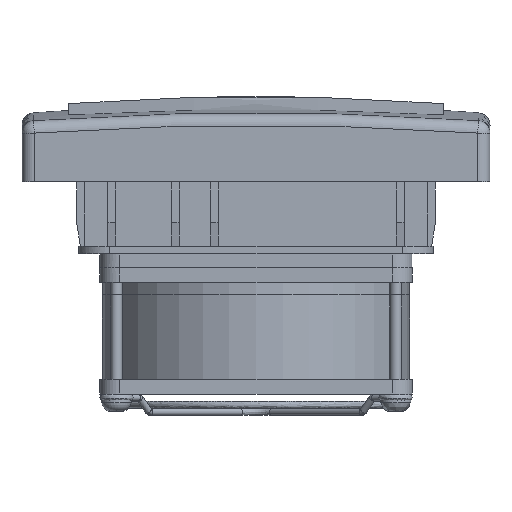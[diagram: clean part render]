
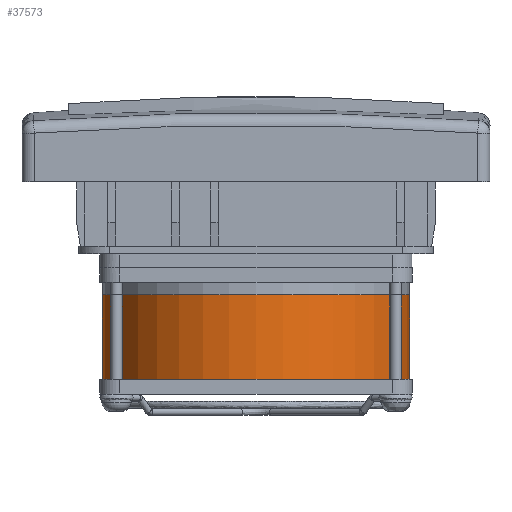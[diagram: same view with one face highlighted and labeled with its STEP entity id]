
A CAD part, front view. The second image highlights one B-rep face of the part: STEP entity #37573.
In plain terms, the highlighted cylindrical face has radius 39.37 mm (diameter 78.74 mm), a full revolution.
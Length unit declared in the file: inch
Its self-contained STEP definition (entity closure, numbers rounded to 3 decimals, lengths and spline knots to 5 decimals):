
#650 = CARTESIAN_POINT ( 'NONE',  ( 3.4514, 3.36048, 0.42146 ) ) ;
#2796 = CYLINDRICAL_SURFACE ( 'NONE', #11593, 1.55 ) ;
#6912 = AXIS2_PLACEMENT_3D ( 'NONE', #44953, #44499, #22785 ) ;
#9217 = EDGE_LOOP ( 'NONE', ( #30044 ) ) ;
#10927 = CARTESIAN_POINT ( 'NONE',  ( 5.0014, 3.36048, 0.42146 ) ) ;
#11558 = CIRCLE ( 'NONE', #6912, 1.55 ) ;
#11593 = AXIS2_PLACEMENT_3D ( 'NONE', #17765, #21709, #14636 ) ;
#11678 = CIRCLE ( 'NONE', #15061, 1.55 ) ;
#14636 = DIRECTION ( 'NONE',  ( 0., -1., 0. ) ) ;
#14681 = DIRECTION ( 'NONE',  ( 1., 0., 0. ) ) ;
#15061 = AXIS2_PLACEMENT_3D ( 'NONE', #650, #36340, #14681 ) ;
#17765 = CARTESIAN_POINT ( 'NONE',  ( 3.4514, 3.36048, -0.429 ) ) ;
#18893 = EDGE_CURVE ( 'NONE', #31010, #31010, #11558, .T. ) ;
#21709 = DIRECTION ( 'NONE',  ( 0., 0., 1. ) ) ;
#21961 = CARTESIAN_POINT ( 'NONE',  ( 3.4514, 1.81048, -0.429 ) ) ;
#22785 = DIRECTION ( 'NONE',  ( 0., -1., 0. ) ) ;
#23289 = ORIENTED_EDGE ( 'NONE', *, *, #18893, .F. ) ;
#24565 = EDGE_CURVE ( 'NONE', #43527, #43527, #11678, .T. ) ;
#27138 = FACE_OUTER_BOUND ( 'NONE', #43268, .T. ) ;
#30044 = ORIENTED_EDGE ( 'NONE', *, *, #24565, .T. ) ;
#31010 = VERTEX_POINT ( 'NONE', #21961 ) ;
#36340 = DIRECTION ( 'NONE',  ( 0., 0., -1. ) ) ;
#37573 = ADVANCED_FACE ( 'NONE', ( #27138, #45319 ), #2796, .T. ) ;
#43268 = EDGE_LOOP ( 'NONE', ( #23289 ) ) ;
#43527 = VERTEX_POINT ( 'NONE', #10927 ) ;
#44499 = DIRECTION ( 'NONE',  ( 0., 0., -1. ) ) ;
#44953 = CARTESIAN_POINT ( 'NONE',  ( 3.4514, 3.36048, -0.429 ) ) ;
#45319 = FACE_OUTER_BOUND ( 'NONE', #9217, .T. ) ;
